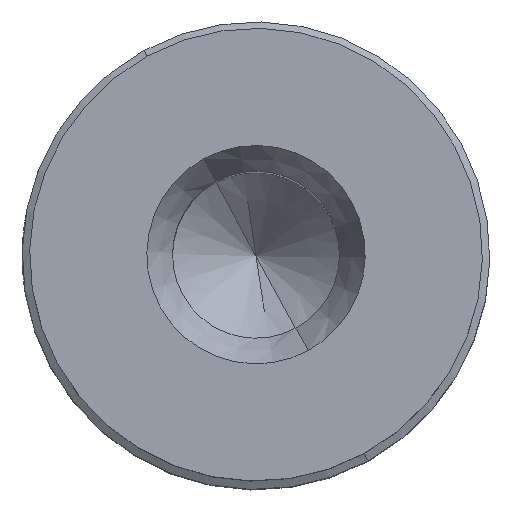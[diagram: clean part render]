
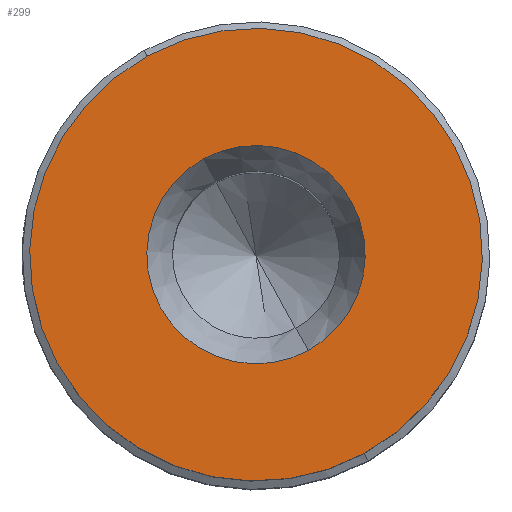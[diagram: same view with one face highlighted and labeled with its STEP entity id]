
A CAD part, top view. The second image highlights one B-rep face of the part: STEP entity #299.
In plain terms, the highlighted planar face has unit normal (0, 0, 1).
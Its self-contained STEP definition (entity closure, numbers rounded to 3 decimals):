
#178=AXIS2_PLACEMENT_3D('Circle Axis2P3D',#176,#177,$) ;
#262=AXIS2_PLACEMENT_3D('Circle Axis2P3D',#260,#261,$) ;
#275=AXIS2_PLACEMENT_3D('Plane Axis2P3D',#272,#273,#274) ;
#279=AXIS2_PLACEMENT_3D('Circle Axis2P3D',#277,#278,$) ;
#288=AXIS2_PLACEMENT_3D('Circle Axis2P3D',#286,#287,$) ;
#173=CARTESIAN_POINT('Vertex',(2.445,4.441,30.8)) ;
#176=CARTESIAN_POINT('Axis2P3D Location',(3.15,3.15,30.8)) ;
#180=CARTESIAN_POINT('Vertex',(3.855,1.859,30.8)) ;
#260=CARTESIAN_POINT('Axis2P3D Location',(3.15,3.15,30.8)) ;
#272=CARTESIAN_POINT('Axis2P3D Location',(3.15,6.2,30.8)) ;
#277=CARTESIAN_POINT('Axis2P3D Location',(3.15,3.15,30.8)) ;
#281=CARTESIAN_POINT('Vertex',(4.612,0.473,30.8)) ;
#283=CARTESIAN_POINT('Vertex',(1.688,5.827,30.8)) ;
#286=CARTESIAN_POINT('Axis2P3D Location',(3.15,3.15,30.8)) ;
#177=DIRECTION('Axis2P3D Direction',(0.,0.,1.)) ;
#261=DIRECTION('Axis2P3D Direction',(0.,0.,1.)) ;
#273=DIRECTION('Axis2P3D Direction',(0.,0.,1.)) ;
#274=DIRECTION('Axis2P3D XDirection',(1.,0.,0.)) ;
#278=DIRECTION('Axis2P3D Direction',(0.,0.,1.)) ;
#287=DIRECTION('Axis2P3D Direction',(0.,0.,1.)) ;
#292=ORIENTED_EDGE('',*,*,#285,.T.) ;
#293=ORIENTED_EDGE('',*,*,#290,.T.) ;
#296=ORIENTED_EDGE('',*,*,#182,.F.) ;
#297=ORIENTED_EDGE('',*,*,#264,.F.) ;
#298=FACE_BOUND('',#295,.T.) ;
#299=ADVANCED_FACE('Hauptkoerper',(#294,#298),#276,.T.) ;
#179=CIRCLE('generated circle',#178,1.471) ;
#263=CIRCLE('generated circle',#262,1.471) ;
#280=CIRCLE('generated circle',#279,3.05) ;
#289=CIRCLE('generated circle',#288,3.05) ;
#182=EDGE_CURVE('',#174,#181,#179,.T.) ;
#264=EDGE_CURVE('',#181,#174,#263,.T.) ;
#285=EDGE_CURVE('',#282,#284,#280,.T.) ;
#290=EDGE_CURVE('',#284,#282,#289,.T.) ;
#291=EDGE_LOOP('',(#292,#293)) ;
#295=EDGE_LOOP('',(#296,#297)) ;
#294=FACE_OUTER_BOUND('',#291,.T.) ;
#276=PLANE('',#275) ;
#174=VERTEX_POINT('',#173) ;
#181=VERTEX_POINT('',#180) ;
#282=VERTEX_POINT('',#281) ;
#284=VERTEX_POINT('',#283) ;
